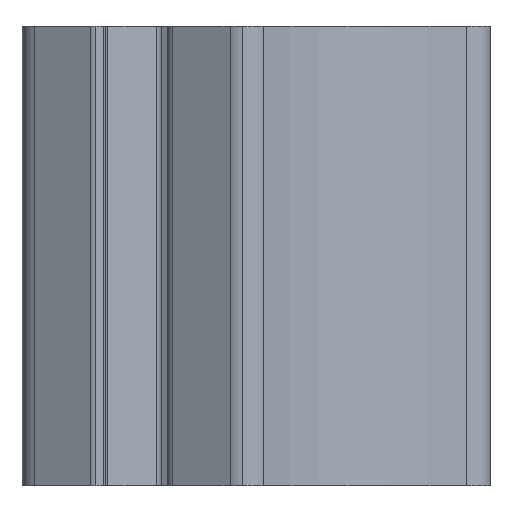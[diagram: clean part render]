
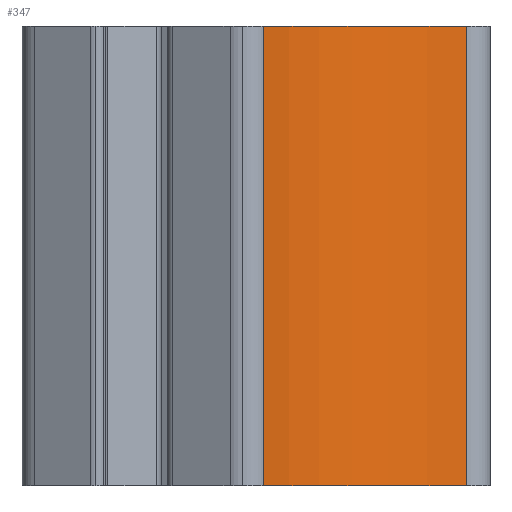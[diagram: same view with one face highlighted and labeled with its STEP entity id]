
A CAD part, left-side view. The second image highlights one B-rep face of the part: STEP entity #347.
In plain terms, the highlighted cylindrical face has radius 30 mm (diameter 60 mm), a partial arc.
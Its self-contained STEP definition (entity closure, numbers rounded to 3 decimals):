
#42 = FACE_OUTER_BOUND ( 'NONE', #539, .T. ) ;
#78 = DIRECTION ( 'NONE',  ( 0., 0., -1. ) ) ;
#156 = DIRECTION ( 'NONE',  ( 0., 0., -1. ) ) ;
#177 = LINE ( 'NONE', #2762, #2388 ) ;
#276 = VERTEX_POINT ( 'NONE', #1203 ) ;
#323 = ORIENTED_EDGE ( 'NONE', *, *, #653, .T. ) ;
#340 = DIRECTION ( 'NONE',  ( 0., 0., -1. ) ) ;
#347 = ADVANCED_FACE ( 'NONE', ( #42 ), #2402, .F. ) ;
#432 = LINE ( 'NONE', #2428, #769 ) ;
#539 = EDGE_LOOP ( 'NONE', ( #323, #2181, #951, #2522 ) ) ;
#653 = EDGE_CURVE ( 'NONE', #276, #3558, #3676, .T. ) ;
#685 = CIRCLE ( 'NONE', #3284, 30. ) ;
#769 = VECTOR ( 'NONE', #156, 1000. ) ;
#950 = CARTESIAN_POINT ( 'NONE',  ( -38.971, -22.5, 25. ) ) ;
#951 = ORIENTED_EDGE ( 'NONE', *, *, #1783, .F. ) ;
#1203 = CARTESIAN_POINT ( 'NONE',  ( -21.843, 2.129, -25. ) ) ;
#1237 = DIRECTION ( 'NONE',  ( -1., 0., 0. ) ) ;
#1398 = CARTESIAN_POINT ( 'NONE',  ( -9.077, -19.981, -25. ) ) ;
#1482 = DIRECTION ( 'NONE',  ( 1., 0., 0. ) ) ;
#1764 = AXIS2_PLACEMENT_3D ( 'NONE', #950, #78, #1237 ) ;
#1783 = EDGE_CURVE ( 'NONE', #2029, #2141, #685, .T. ) ;
#1928 = DIRECTION ( 'NONE',  ( 0., 0., -1. ) ) ;
#2029 = VERTEX_POINT ( 'NONE', #2445 ) ;
#2032 = EDGE_CURVE ( 'NONE', #2141, #3558, #177, .T. ) ;
#2048 = EDGE_CURVE ( 'NONE', #2029, #276, #432, .T. ) ;
#2141 = VERTEX_POINT ( 'NONE', #2274 ) ;
#2181 = ORIENTED_EDGE ( 'NONE', *, *, #2032, .F. ) ;
#2274 = CARTESIAN_POINT ( 'NONE',  ( -9.077, -19.981, 25. ) ) ;
#2336 = DIRECTION ( 'NONE',  ( 1., 0., 0. ) ) ;
#2388 = VECTOR ( 'NONE', #1928, 1000. ) ;
#2402 = CYLINDRICAL_SURFACE ( 'NONE', #1764, 30. ) ;
#2428 = CARTESIAN_POINT ( 'NONE',  ( -21.843, 2.129, 25. ) ) ;
#2445 = CARTESIAN_POINT ( 'NONE',  ( -21.843, 2.129, 25. ) ) ;
#2522 = ORIENTED_EDGE ( 'NONE', *, *, #2048, .T. ) ;
#2607 = AXIS2_PLACEMENT_3D ( 'NONE', #2954, #2648, #1482 ) ;
#2613 = CARTESIAN_POINT ( 'NONE',  ( -38.971, -22.5, 25. ) ) ;
#2648 = DIRECTION ( 'NONE',  ( 0., 0., -1. ) ) ;
#2762 = CARTESIAN_POINT ( 'NONE',  ( -9.077, -19.981, 25. ) ) ;
#2954 = CARTESIAN_POINT ( 'NONE',  ( -38.971, -22.5, -25. ) ) ;
#3284 = AXIS2_PLACEMENT_3D ( 'NONE', #2613, #340, #2336 ) ;
#3558 = VERTEX_POINT ( 'NONE', #1398 ) ;
#3676 = CIRCLE ( 'NONE', #2607, 30. ) ;
